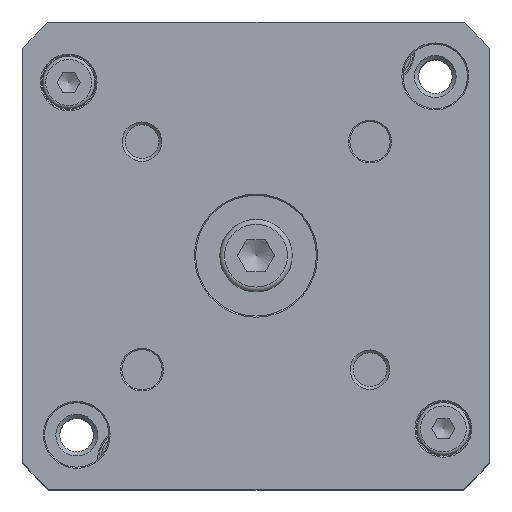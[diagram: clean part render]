
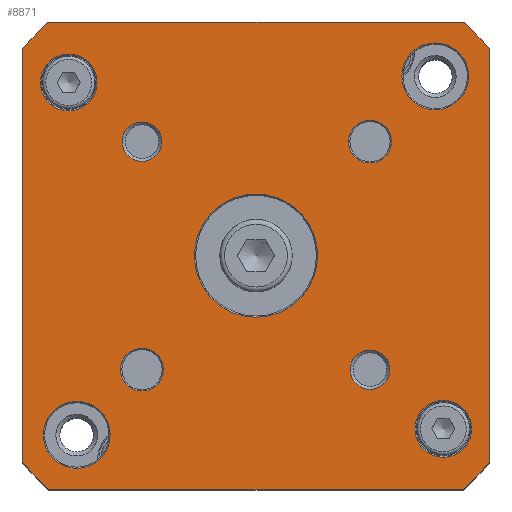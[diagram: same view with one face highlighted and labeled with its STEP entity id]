
A CAD part, top view. The second image highlights one B-rep face of the part: STEP entity #8871.
In plain terms, the highlighted planar face has unit normal (0, 0, 1).
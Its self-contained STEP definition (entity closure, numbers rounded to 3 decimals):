
#8028=CARTESIAN_POINT('',(58.,51.403,140.8));
#8029=VERTEX_POINT('',#8028);
#8036=CARTESIAN_POINT('',(58.,-51.403,140.8));
#8037=VERTEX_POINT('',#8036);
#8038=CARTESIAN_POINT('',(58.,51.403,140.8));
#8039=DIRECTION('',(0.0,-1.0,0.0));
#8040=VECTOR('',#8039,102.806);
#8041=LINE('',#8038,#8040);
#8042=EDGE_CURVE('',#8029,#8037,#8041,.T.);
#8068=CARTESIAN_POINT('',(51.403,-58.,140.8));
#8069=VERTEX_POINT('',#8068);
#8070=CARTESIAN_POINT('',(0.,0.,140.8));
#8071=DIRECTION('',(0.0,0.0,-1.0));
#8072=DIRECTION('',(0.748,-0.663,0.0));
#8073=AXIS2_PLACEMENT_3D('',#8070,#8071,#8072);
#8074=CIRCLE('',#8073,77.5);
#8075=EDGE_CURVE('',#8037,#8069,#8074,.T.);
#8100=CARTESIAN_POINT('',(-51.403,-58.,140.8));
#8101=VERTEX_POINT('',#8100);
#8102=CARTESIAN_POINT('',(51.403,-58.,140.8));
#8103=DIRECTION('',(-1.0,0.0,0.0));
#8104=VECTOR('',#8103,102.806);
#8105=LINE('',#8102,#8104);
#8106=EDGE_CURVE('',#8069,#8101,#8105,.T.);
#8132=CARTESIAN_POINT('',(-58.,-51.403,140.8));
#8133=VERTEX_POINT('',#8132);
#8134=CARTESIAN_POINT('',(0.,0.,140.8));
#8135=DIRECTION('',(0.0,0.0,-1.0));
#8136=DIRECTION('',(-0.663,-0.748,0.0));
#8137=AXIS2_PLACEMENT_3D('',#8134,#8135,#8136);
#8138=CIRCLE('',#8137,77.5);
#8139=EDGE_CURVE('',#8101,#8133,#8138,.T.);
#8164=CARTESIAN_POINT('',(-58.,51.403,140.8));
#8165=VERTEX_POINT('',#8164);
#8166=CARTESIAN_POINT('',(-58.,-51.403,140.8));
#8167=DIRECTION('',(0.0,1.0,0.0));
#8168=VECTOR('',#8167,102.806);
#8169=LINE('',#8166,#8168);
#8170=EDGE_CURVE('',#8133,#8165,#8169,.T.);
#8196=CARTESIAN_POINT('',(-51.403,58.,140.8));
#8197=VERTEX_POINT('',#8196);
#8198=CARTESIAN_POINT('',(0.,0.,140.8));
#8199=DIRECTION('',(0.0,0.0,-1.0));
#8200=DIRECTION('',(-0.748,0.663,0.0));
#8201=AXIS2_PLACEMENT_3D('',#8198,#8199,#8200);
#8202=CIRCLE('',#8201,77.5);
#8203=EDGE_CURVE('',#8165,#8197,#8202,.T.);
#8228=CARTESIAN_POINT('',(51.403,58.,140.8));
#8229=VERTEX_POINT('',#8228);
#8230=CARTESIAN_POINT('',(-51.403,58.,140.8));
#8231=DIRECTION('',(1.0,0.0,0.0));
#8232=VECTOR('',#8231,102.806);
#8233=LINE('',#8230,#8232);
#8234=EDGE_CURVE('',#8197,#8229,#8233,.T.);
#8258=CARTESIAN_POINT('',(0.,0.,140.8));
#8259=DIRECTION('',(0.0,0.0,-1.0));
#8260=DIRECTION('',(0.663,0.748,0.0));
#8261=AXIS2_PLACEMENT_3D('',#8258,#8259,#8260);
#8262=CIRCLE('',#8261,77.5);
#8263=EDGE_CURVE('',#8229,#8029,#8262,.T.);
#8285=CARTESIAN_POINT('',(52.8,44.5,140.8));
#8286=VERTEX_POINT('',#8285);
#8287=CARTESIAN_POINT('',(44.5,44.5,140.8));
#8288=DIRECTION('',(0.0,0.0,1.0));
#8289=DIRECTION('',(-1.0,0.0,0.0));
#8290=AXIS2_PLACEMENT_3D('',#8287,#8288,#8289);
#8291=CIRCLE('',#8290,8.3);
#8292=EDGE_CURVE('',#8286,#8286,#8291,.T.);
#8313=CARTESIAN_POINT('',(-36.2,-44.5,140.8));
#8314=VERTEX_POINT('',#8313);
#8315=CARTESIAN_POINT('',(-44.5,-44.5,140.8));
#8316=DIRECTION('',(0.0,0.0,1.0));
#8317=DIRECTION('',(-1.0,0.0,0.0));
#8318=AXIS2_PLACEMENT_3D('',#8315,#8316,#8317);
#8319=CIRCLE('',#8318,8.3);
#8320=EDGE_CURVE('',#8314,#8314,#8319,.T.);
#8441=CARTESIAN_POINT('',(15.3,0.,140.8));
#8442=VERTEX_POINT('',#8441);
#8443=CARTESIAN_POINT('',(0.,0.,140.8));
#8444=DIRECTION('',(0.0,0.0,1.0));
#8445=DIRECTION('',(-1.0,0.0,0.0));
#8446=AXIS2_PLACEMENT_3D('',#8443,#8444,#8445);
#8447=CIRCLE('',#8446,15.3);
#8448=EDGE_CURVE('',#8442,#8442,#8447,.T.);
#8489=CARTESIAN_POINT('',(-23.412,28.3,140.8));
#8490=VERTEX_POINT('',#8489);
#8491=CARTESIAN_POINT('',(-28.3,28.3,140.8));
#8492=DIRECTION('',(0.0,0.0,1.0));
#8493=DIRECTION('',(-1.0,0.0,0.0));
#8494=AXIS2_PLACEMENT_3D('',#8491,#8492,#8493);
#8495=CIRCLE('',#8494,4.888);
#8496=EDGE_CURVE('',#8490,#8490,#8495,.T.);
#8517=CARTESIAN_POINT('',(33.188,-28.3,140.8));
#8518=VERTEX_POINT('',#8517);
#8519=CARTESIAN_POINT('',(28.3,-28.3,140.8));
#8520=DIRECTION('',(0.0,0.0,1.0));
#8521=DIRECTION('',(-1.0,0.0,0.0));
#8522=AXIS2_PLACEMENT_3D('',#8519,#8520,#8521);
#8523=CIRCLE('',#8522,4.888);
#8524=EDGE_CURVE('',#8518,#8518,#8523,.T.);
#8625=CARTESIAN_POINT('',(33.6,28.3,140.8));
#8626=VERTEX_POINT('',#8625);
#8627=CARTESIAN_POINT('',(28.3,28.3,140.8));
#8628=DIRECTION('',(0.0,0.0,1.0));
#8629=DIRECTION('',(-1.0,0.0,0.0));
#8630=AXIS2_PLACEMENT_3D('',#8627,#8628,#8629);
#8631=CIRCLE('',#8630,5.3);
#8632=EDGE_CURVE('',#8626,#8626,#8631,.T.);
#8733=CARTESIAN_POINT('',(-23.,-28.3,140.8));
#8734=VERTEX_POINT('',#8733);
#8735=CARTESIAN_POINT('',(-28.3,-28.3,140.8));
#8736=DIRECTION('',(0.0,0.0,1.0));
#8737=DIRECTION('',(-1.0,0.0,0.0));
#8738=AXIS2_PLACEMENT_3D('',#8735,#8736,#8737);
#8739=CIRCLE('',#8738,5.3);
#8740=EDGE_CURVE('',#8734,#8734,#8739,.T.);
#8781=CARTESIAN_POINT('',(53.55,-43.,140.8));
#8782=VERTEX_POINT('',#8781);
#8783=CARTESIAN_POINT('',(46.5,-43.,140.8));
#8784=DIRECTION('',(0.0,0.0,1.0));
#8785=DIRECTION('',(-1.0,0.0,0.0));
#8786=AXIS2_PLACEMENT_3D('',#8783,#8784,#8785);
#8787=CIRCLE('',#8786,7.05);
#8788=EDGE_CURVE('',#8782,#8782,#8787,.T.);
#8821=CARTESIAN_POINT('',(0.,0.,140.8));
#8822=DIRECTION('',(0.0,0.0,-1.0));
#8823=DIRECTION('',(-1.0,0.0,0.0));
#8824=AXIS2_PLACEMENT_3D('',#8821,#8822,#8823);
#8825=PLANE('',#8824);
#8826=ORIENTED_EDGE('',*,*,#8075,.F.);
#8827=ORIENTED_EDGE('',*,*,#8042,.F.);
#8828=ORIENTED_EDGE('',*,*,#8263,.F.);
#8829=ORIENTED_EDGE('',*,*,#8234,.F.);
#8830=ORIENTED_EDGE('',*,*,#8203,.F.);
#8831=ORIENTED_EDGE('',*,*,#8170,.F.);
#8832=ORIENTED_EDGE('',*,*,#8139,.F.);
#8833=ORIENTED_EDGE('',*,*,#8106,.F.);
#8834=EDGE_LOOP('',(#8826,#8827,#8828,#8829,#8830,#8831,#8832,#8833));
#8835=FACE_OUTER_BOUND('',#8834,.T.);
#8836=ORIENTED_EDGE('',*,*,#8788,.F.);
#8837=EDGE_LOOP('',(#8836));
#8838=FACE_BOUND('',#8837,.T.);
#8839=ORIENTED_EDGE('',*,*,#8632,.F.);
#8840=EDGE_LOOP('',(#8839));
#8841=FACE_BOUND('',#8840,.T.);
#8842=ORIENTED_EDGE('',*,*,#8496,.F.);
#8843=EDGE_LOOP('',(#8842));
#8844=FACE_BOUND('',#8843,.T.);
#8845=ORIENTED_EDGE('',*,*,#8320,.F.);
#8846=EDGE_LOOP('',(#8845));
#8847=FACE_BOUND('',#8846,.T.);
#8848=ORIENTED_EDGE('',*,*,#8292,.F.);
#8849=EDGE_LOOP('',(#8848));
#8850=FACE_BOUND('',#8849,.T.);
#8851=ORIENTED_EDGE('',*,*,#8448,.F.);
#8852=EDGE_LOOP('',(#8851));
#8853=FACE_BOUND('',#8852,.T.);
#8854=ORIENTED_EDGE('',*,*,#8524,.F.);
#8855=EDGE_LOOP('',(#8854));
#8856=FACE_BOUND('',#8855,.T.);
#8857=ORIENTED_EDGE('',*,*,#8740,.F.);
#8858=EDGE_LOOP('',(#8857));
#8859=FACE_BOUND('',#8858,.T.);
#8860=CARTESIAN_POINT('',(-39.45,43.,140.8));
#8861=VERTEX_POINT('',#8860);
#8862=CARTESIAN_POINT('',(-46.5,43.,140.8));
#8863=DIRECTION('',(0.0,0.0,1.0));
#8864=DIRECTION('',(-1.0,0.0,0.0));
#8865=AXIS2_PLACEMENT_3D('',#8862,#8863,#8864);
#8866=CIRCLE('',#8865,7.05);
#8867=EDGE_CURVE('',#8861,#8861,#8866,.T.);
#8868=ORIENTED_EDGE('',*,*,#8867,.F.);
#8869=EDGE_LOOP('',(#8868));
#8870=FACE_BOUND('',#8869,.T.);
#8871=ADVANCED_FACE('',(#8835,#8838,#8841,#8844,#8847,#8850,#8853,#8856,#8859,#8870),#8825,.F.);
